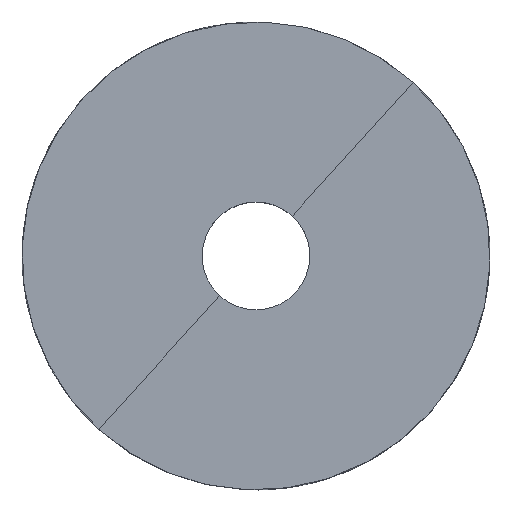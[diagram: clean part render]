
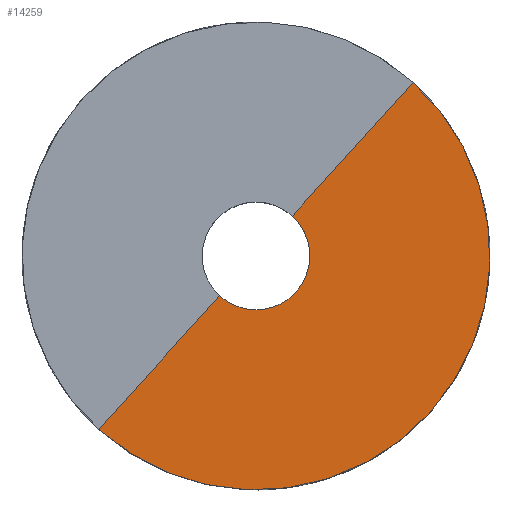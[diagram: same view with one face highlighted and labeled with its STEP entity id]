
A CAD part, top view. The second image highlights one B-rep face of the part: STEP entity #14259.
In plain terms, the highlighted face is a revolution surface.
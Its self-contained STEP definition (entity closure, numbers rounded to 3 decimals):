
#14181 = VERTEX_POINT('',#14182);
#14182 = CARTESIAN_POINT('',(-3.415,-3.761,
    10.795));
#14188 = VERTEX_POINT('',#14189);
#14189 = CARTESIAN_POINT('',(3.415,3.761,10.795)
  );
#14211 = EDGE_CURVE('',#14181,#14188,#14212,.T.);
#14212 = CIRCLE('',#14213,5.08);
#14213 = AXIS2_PLACEMENT_3D('',#14214,#14215,#14216);
#14214 = CARTESIAN_POINT('',(0.,0.,10.795));
#14215 = DIRECTION('',(0.,0.,1.));
#14216 = DIRECTION('',(-0.672,-0.74,0.));
#14232 = EDGE_CURVE('',#14181,#14233,#14235,.T.);
#14233 = VERTEX_POINT('',#14234);
#14234 = CARTESIAN_POINT('',(-14.821,-16.323,
    10.795));
#14235 = B_SPLINE_CURVE_WITH_KNOTS('',1,(#14236,#14237),.UNSPECIFIED.,
  .F.,.F.,(2,2),(0.,1.),.PIECEWISE_BEZIER_KNOTS.);
#14236 = CARTESIAN_POINT('',(-3.415,-3.761,
    10.795));
#14237 = CARTESIAN_POINT('',(-14.821,-16.323,
    10.795));
#14240 = VERTEX_POINT('',#14241);
#14241 = CARTESIAN_POINT('',(14.821,16.323,
    10.795));
#14248 = EDGE_CURVE('',#14188,#14240,#14249,.T.);
#14249 = B_SPLINE_CURVE_WITH_KNOTS('',1,(#14250,#14251),.UNSPECIFIED.,
  .F.,.F.,(2,2),(0.,1.),.PIECEWISE_BEZIER_KNOTS.);
#14250 = CARTESIAN_POINT('',(3.415,3.761,10.795)
  );
#14251 = CARTESIAN_POINT('',(14.821,16.323,
    10.795));
#14259 = ADVANCED_FACE('[Impeller_2] Material domain SolidHub',(#14260),
  #14272,.F.);
#14260 = FACE_BOUND('',#14261,.F.);
#14261 = EDGE_LOOP('',(#14262,#14269,#14270,#14271));
#14262 = ORIENTED_EDGE('',*,*,#14263,.F.);
#14263 = EDGE_CURVE('',#14233,#14240,#14264,.T.);
#14264 = CIRCLE('',#14265,22.047);
#14265 = AXIS2_PLACEMENT_3D('',#14266,#14267,#14268);
#14266 = CARTESIAN_POINT('',(0.,0.,10.795));
#14267 = DIRECTION('',(0.,0.,1.));
#14268 = DIRECTION('',(-0.672,-0.74,0.));
#14269 = ORIENTED_EDGE('',*,*,#14232,.F.);
#14270 = ORIENTED_EDGE('',*,*,#14211,.T.);
#14271 = ORIENTED_EDGE('',*,*,#14248,.T.);
#14272 = SURFACE_OF_REVOLUTION('',#14273,#14276);
#14273 = B_SPLINE_CURVE_WITH_KNOTS('',1,(#14274,#14275),.UNSPECIFIED.,
  .F.,.F.,(2,2),(0.,1.),.PIECEWISE_BEZIER_KNOTS.);
#14274 = CARTESIAN_POINT('',(-3.415,-3.761,
    10.795));
#14275 = CARTESIAN_POINT('',(-14.821,-16.323,
    10.795));
#14276 = AXIS1_PLACEMENT('',#14277,#14278);
#14277 = CARTESIAN_POINT('',(0.,0.,0.));
#14278 = DIRECTION('',(0.,0.,1.));
